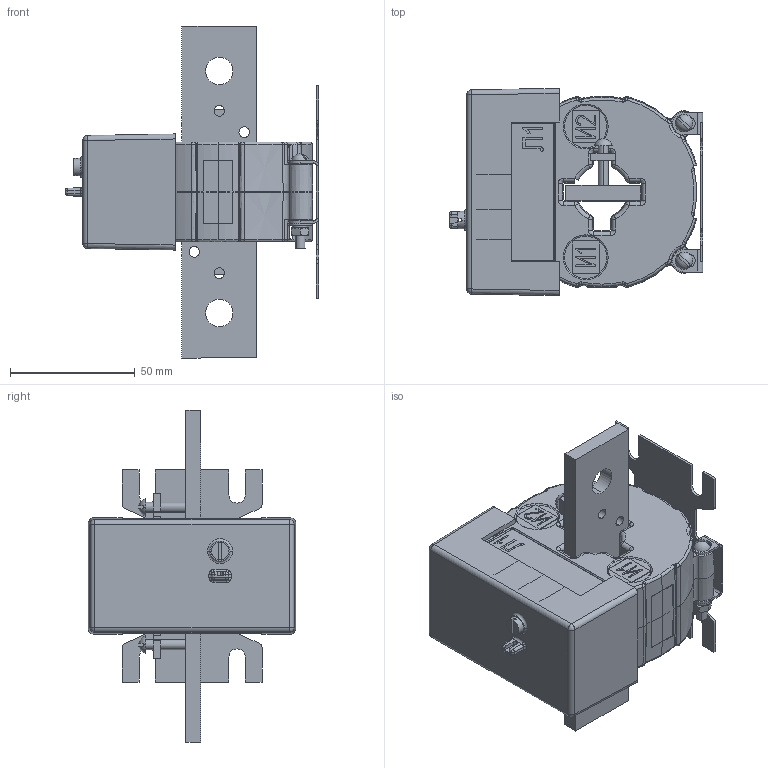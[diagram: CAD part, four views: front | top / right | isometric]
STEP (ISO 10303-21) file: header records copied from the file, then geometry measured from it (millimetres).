
FILE_DESCRIPTION (( 'STEP AP203' ), '1' );
FILE_NAME ('ÒØÏ-0,66 îêíî 31õ7.STEP', '2022-07-28T10:07:07', ( '' ), ( '' ), 'SwSTEP 2.0', 'SolidWorks 2010', '' );
FILE_SCHEMA (( 'CONFIG_CONTROL_DESIGN' ));
Length unit declared in the file: millimetre
Products named in the file (1): ÒØÏ-0,66 îêíî 31õ7
Bounding box: 101.56 x 83 x 133 mm (x, y, z)
Surface area: 60776.1 mm2 (no closed solid volume)
Topology: 0 solids, 58 shells, 731 faces, 2659 edges, 1952 vertices
Faces by surface type: plane 291, cylinder 154, bspline 100, cone 88, torus 78, sphere 20
Entity records: 33033 total; most frequent: CARTESIAN_POINT 11685, DIRECTION 4198, ORIENTED_EDGE 4074, EDGE_CURVE 2659, VERTEX_POINT 1952, AXIS2_PLACEMENT_3D 1455, LINE 1288, VECTOR 1288
